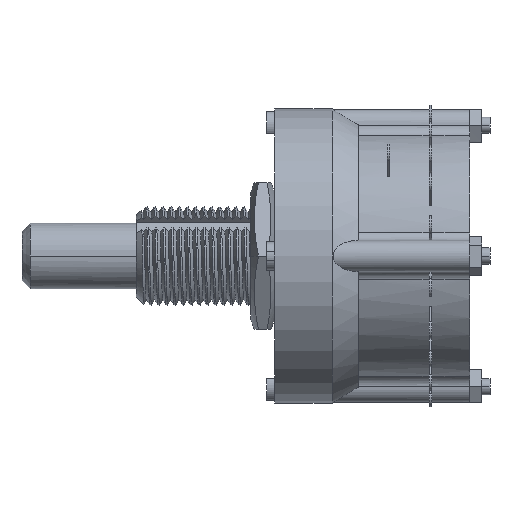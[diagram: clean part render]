
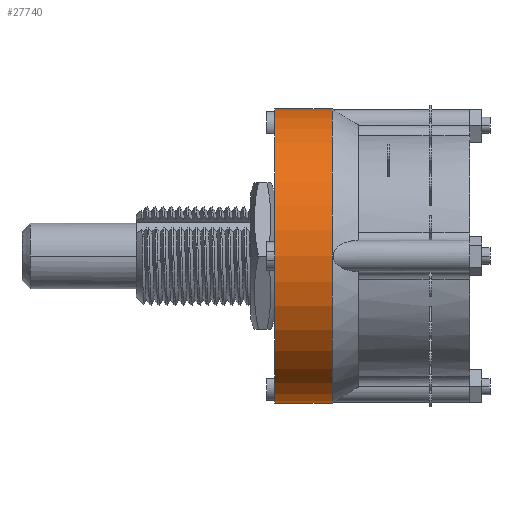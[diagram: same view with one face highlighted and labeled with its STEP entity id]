
A CAD part, left-side view. The second image highlights one B-rep face of the part: STEP entity #27740.
In plain terms, the highlighted cylindrical face has radius 14.287 mm (diameter 28.575 mm), a partial arc.
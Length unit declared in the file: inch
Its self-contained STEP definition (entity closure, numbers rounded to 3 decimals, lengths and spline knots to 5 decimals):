
#1=CARTESIAN_POINT('',(0.,0.,0.));
#2=DIRECTION('',(0.,1.,0.));
#3=DIRECTION('',(0.,0.,-1.));
#4=AXIS2_PLACEMENT_3D('',#1,#2,#3);
#2881=CARTESIAN_POINT('',(0.,-0.219,0.));
#2882=DIRECTION('',(0.,1.,0.));
#2883=DIRECTION('',(0.,0.,-1.));
#2884=AXIS2_PLACEMENT_3D('',#2881,#2882,#2883);
#2886=DIRECTION('',(0.,1.,0.));
#2887=VECTOR('',#2886,0.219);
#2888=CARTESIAN_POINT('',(0.,-0.219,-0.5625));
#2889=LINE('',#2888,#2887);
#2895=DIRECTION('',(0.,1.,0.));
#2896=VECTOR('',#2895,0.219);
#2897=CARTESIAN_POINT('',(0.,-0.219,0.5625));
#2898=LINE('',#2897,#2896);
#16820=CARTESIAN_POINT('',(0.,-0.219,-0.5625));
#16821=CARTESIAN_POINT('',(0.,0.,-0.5625));
#16822=VERTEX_POINT('',#16820);
#16823=VERTEX_POINT('',#16821);
#16824=CARTESIAN_POINT('',(0.,-0.219,0.5625));
#16825=CARTESIAN_POINT('',(0.,0.,0.5625));
#16826=VERTEX_POINT('',#16824);
#16827=VERTEX_POINT('',#16825);
#27726=CARTESIAN_POINT('',(0.,-2.85071,0.));
#27727=DIRECTION('',(0.,1.,0.));
#27728=DIRECTION('',(0.,0.,-1.));
#27729=AXIS2_PLACEMENT_3D('',#27726,#27727,#27728);
#27730=CYLINDRICAL_SURFACE('',#27729,0.5625);
#27732=ORIENTED_EDGE('',*,*,#27731,.T.);
#27733=ORIENTED_EDGE('',*,*,#21332,.T.);
#27735=ORIENTED_EDGE('',*,*,#27734,.F.);
#27737=ORIENTED_EDGE('',*,*,#27736,.F.);
#27738=EDGE_LOOP('',(#27732,#27733,#27735,#27737));
#27739=FACE_OUTER_BOUND('',#27738,.F.);
#27740=ADVANCED_FACE('',(#27739),#27730,.T.);
#5=CIRCLE('',#4,0.5625);
#2885=CIRCLE('',#2884,0.5625);
#21332=EDGE_CURVE('',#16823,#16827,#5,.T.);
#27731=EDGE_CURVE('',#16822,#16823,#2889,.T.);
#27734=EDGE_CURVE('',#16826,#16827,#2898,.T.);
#27736=EDGE_CURVE('',#16822,#16826,#2885,.T.);
